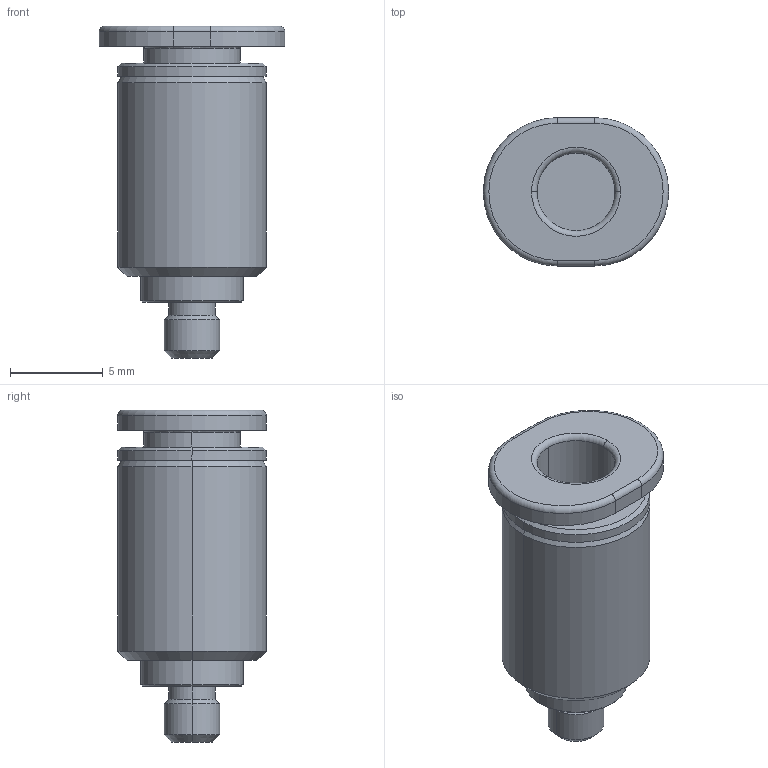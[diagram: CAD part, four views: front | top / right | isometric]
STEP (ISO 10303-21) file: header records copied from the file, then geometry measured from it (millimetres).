
FILE_DESCRIPTION((''),'2;1');
FILE_NAME('POC04M3C-mdt.stp','2017-07-24T15:07:21',(''),(''),'Mechanical Desktop 2009','Mechanical Desktop 2009',', , ');
FILE_SCHEMA(('CONFIG_CONTROL_DESIGN'));
Length unit declared in the file: millimetre
Products named in the file (4): POC04M3C-MDTA; POC04M3C-MDT; COLLAR-L04C; COLLAR-C04C
Assembly tree (3 placements, depth 2):
  POC04M3C-MDTA
    POC04M3C-MDT
    COLLAR-L04C
    COLLAR-C04C
Bounding box: 10 x 8 x 17.9 mm (x, y, z)
Volume: 545.7 mm3; surface area: 733 mm2
Topology: 1 solids, 1 shells, 51 faces, 107 edges, 65 vertices
Faces by surface type: cylinder 20, cone 12, plane 11, bspline 4, torus 4
Entity records: 1675 total; most frequent: CARTESIAN_POINT 403, DIRECTION 278, ORIENTED_EDGE 214, AXIS2_PLACEMENT_3D 120, EDGE_CURVE 107, CIRCLE 69, VERTEX_POINT 65, EDGE_LOOP 58
